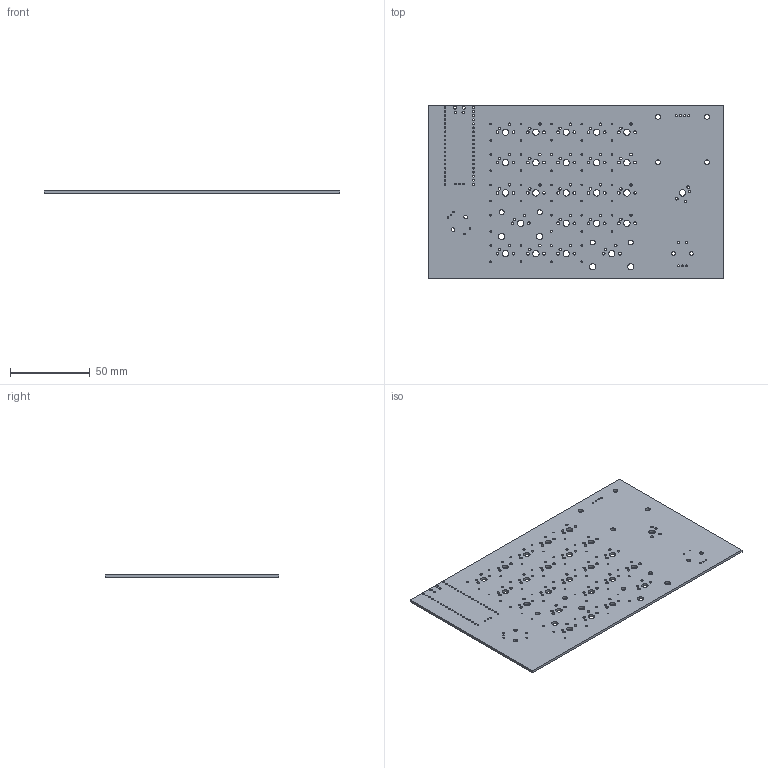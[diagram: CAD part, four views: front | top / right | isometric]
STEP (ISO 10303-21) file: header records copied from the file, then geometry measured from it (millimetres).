
FILE_DESCRIPTION(('KiCad electronic assembly'),'2;1');
FILE_NAME('tutorial.step','2021-10-15T00:02:00',('An Author'),( 'A Company'),'Open CASCADE STEP processor 7.5', 'KiCad to STEP converter','Unknown');
FILE_SCHEMA(('AUTOMOTIVE_DESIGN { 1 0 10303 214 1 1 1 1 }'));
Length unit declared in the file: millimetre
Products named in the file (3): Open CASCADE STEP translator 7.5 1; Pico; COMPOUND
Assembly tree (2 placements, depth 2):
  Open CASCADE STEP translator 7.5 1
    Pico
    COMPOUND
Bounding box: 185.65 x 109 x 1.6 mm (x, y, z)
Volume: 31245.5 mm3; surface area: 42052.4 mm2
Topology: 1 solids, 1 shells, 261 faces, 777 edges, 518 vertices
Faces by surface type: cylinder 247, plane 14
Full cylindrical faces by diameter (mm): 0.991 x46, 1 x10, 1.02 x47, 1.499 x48, 1.5 x2, 1.702 x48, 1.8 x2, 3.048 x4, 3.1 x4, 3.988 x28
Entity records: 21685 total; most frequent: CARTESIAN_POINT 6077, DIRECTION 2859, ORIENTED_EDGE 1554, PCURVE 1554, DEFINITIONAL_REPRESENTATION 1554, LINE 1343, VECTOR 1343, EDGE_CURVE 777
